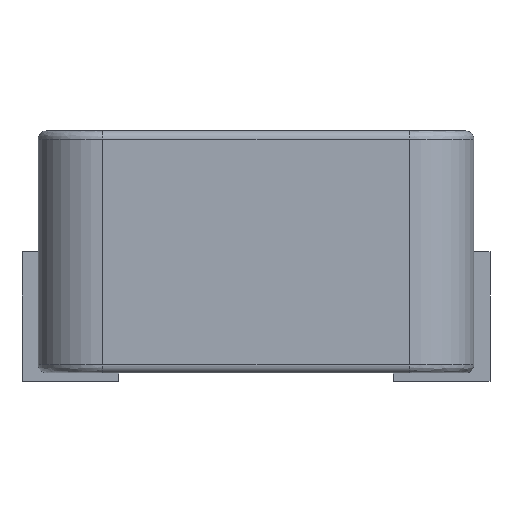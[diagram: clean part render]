
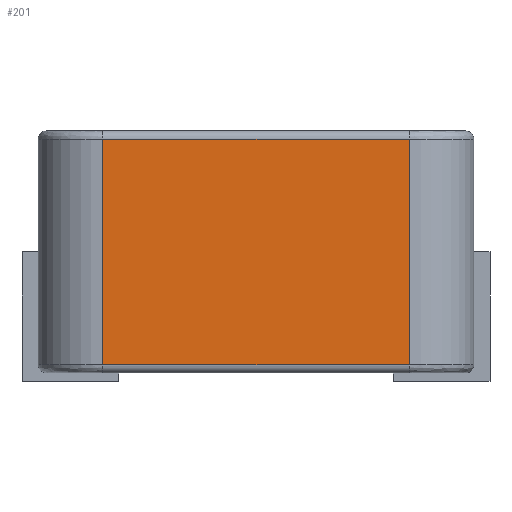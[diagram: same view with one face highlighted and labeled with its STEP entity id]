
A CAD part, front view. The second image highlights one B-rep face of the part: STEP entity #201.
In plain terms, the highlighted planar face has unit normal (0, -1, 0).
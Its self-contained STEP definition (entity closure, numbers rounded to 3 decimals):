
#67 = EDGE_CURVE ( 'NONE', #580, #385, #1264, .T. ) ;
#79 = EDGE_CURVE ( 'NONE', #280, #455, #794, .T. ) ;
#103 = DIRECTION ( 'NONE',  ( 0., 0., -1. ) ) ;
#115 = AXIS2_PLACEMENT_3D ( 'NONE', #198, #675, #103 ) ;
#191 = DIRECTION ( 'NONE',  ( 1., 0., 0. ) ) ;
#198 = CARTESIAN_POINT ( 'NONE',  ( -2.7, -2.6, 0. ) ) ;
#201 = ADVANCED_FACE ( 'NONE', ( #440 ), #1278, .T. ) ;
#231 = EDGE_LOOP ( 'NONE', ( #1364, #1056, #1524, #1185 ) ) ;
#280 = VERTEX_POINT ( 'NONE', #1443 ) ;
#310 = CARTESIAN_POINT ( 'NONE',  ( -1.9, -2.6, 0. ) ) ;
#385 = VERTEX_POINT ( 'NONE', #1372 ) ;
#439 = VECTOR ( 'NONE', #191, 1000. ) ;
#440 = FACE_OUTER_BOUND ( 'NONE', #231, .T. ) ;
#455 = VERTEX_POINT ( 'NONE', #1021 ) ;
#463 = VECTOR ( 'NONE', #659, 1000. ) ;
#494 = EDGE_CURVE ( 'NONE', #580, #280, #1166, .T. ) ;
#580 = VERTEX_POINT ( 'NONE', #1092 ) ;
#589 = LINE ( 'NONE', #1417, #911 ) ;
#659 = DIRECTION ( 'NONE',  ( 1., 0., 0. ) ) ;
#675 = DIRECTION ( 'NONE',  ( 0., -1., 0. ) ) ;
#794 = LINE ( 'NONE', #1270, #439 ) ;
#899 = CARTESIAN_POINT ( 'NONE',  ( -1.913, -2.6, 2.9 ) ) ;
#911 = VECTOR ( 'NONE', #1301, 1000. ) ;
#1021 = CARTESIAN_POINT ( 'NONE',  ( 1.9, -2.6, 0.1 ) ) ;
#1056 = ORIENTED_EDGE ( 'NONE', *, *, #79, .T. ) ;
#1092 = CARTESIAN_POINT ( 'NONE',  ( -1.9, -2.6, 2.9 ) ) ;
#1141 = EDGE_CURVE ( 'NONE', #455, #385, #589, .T. ) ;
#1166 = LINE ( 'NONE', #310, #1485 ) ;
#1185 = ORIENTED_EDGE ( 'NONE', *, *, #67, .F. ) ;
#1264 = LINE ( 'NONE', #899, #463 ) ;
#1270 = CARTESIAN_POINT ( 'NONE',  ( -2.7, -2.6, 0.1 ) ) ;
#1278 = PLANE ( 'NONE',  #115 ) ;
#1293 = DIRECTION ( 'NONE',  ( 0., 0., -1. ) ) ;
#1301 = DIRECTION ( 'NONE',  ( 0., 0., 1. ) ) ;
#1364 = ORIENTED_EDGE ( 'NONE', *, *, #494, .T. ) ;
#1372 = CARTESIAN_POINT ( 'NONE',  ( 1.9, -2.6, 2.9 ) ) ;
#1417 = CARTESIAN_POINT ( 'NONE',  ( 1.9, -2.6, 0. ) ) ;
#1443 = CARTESIAN_POINT ( 'NONE',  ( -1.9, -2.6, 0.1 ) ) ;
#1485 = VECTOR ( 'NONE', #1293, 1000. ) ;
#1524 = ORIENTED_EDGE ( 'NONE', *, *, #1141, .T. ) ;
